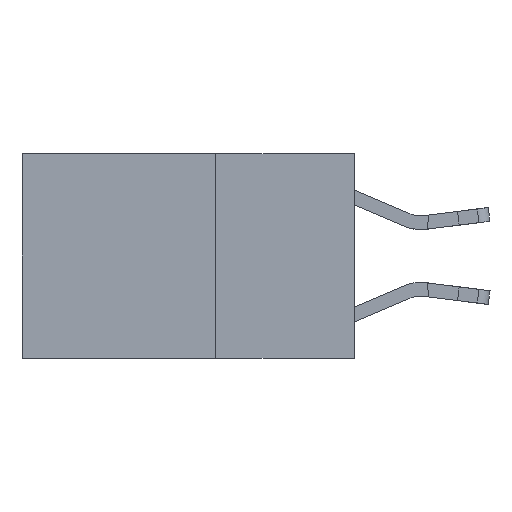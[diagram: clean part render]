
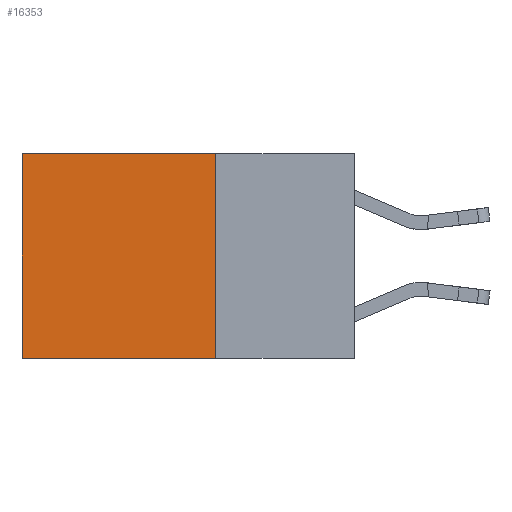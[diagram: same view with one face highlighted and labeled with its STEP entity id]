
A CAD part, left-side view. The second image highlights one B-rep face of the part: STEP entity #16353.
In plain terms, the highlighted planar face has unit normal (-1, 0, 0).
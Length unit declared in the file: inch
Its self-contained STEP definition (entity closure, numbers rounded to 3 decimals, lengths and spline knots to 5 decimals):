
#1208 = VECTOR ( 'NONE', #8581, 39.37008 ) ;
#1583 = EDGE_CURVE ( 'NONE', #18221, #2116, #14626, .T. ) ;
#1614 = CARTESIAN_POINT ( 'NONE',  ( 0.2625, 0.25, -0.37 ) ) ;
#1996 = EDGE_CURVE ( 'NONE', #13741, #18221, #10676, .T. ) ;
#2116 = VERTEX_POINT ( 'NONE', #4199 ) ;
#2788 = EDGE_CURVE ( 'NONE', #7838, #2116, #5526, .T. ) ;
#3804 = DIRECTION ( 'NONE',  ( 0., 0., -1. ) ) ;
#3867 = CARTESIAN_POINT ( 'NONE',  ( 0.2625, 0.25, 0. ) ) ;
#3925 = EDGE_LOOP ( 'NONE', ( #13216, #6247, #4775, #11731 ) ) ;
#4199 = CARTESIAN_POINT ( 'NONE',  ( 0.2625, 0.6, -0.37 ) ) ;
#4551 = CARTESIAN_POINT ( 'NONE',  ( 0.2625, 0.25, 0. ) ) ;
#4661 = LINE ( 'NONE', #18925, #1208 ) ;
#4763 = DIRECTION ( 'NONE',  ( 1., 0., 0. ) ) ;
#4775 = ORIENTED_EDGE ( 'NONE', *, *, #1996, .F. ) ;
#5071 = VECTOR ( 'NONE', #7566, 39.37008 ) ;
#5526 = LINE ( 'NONE', #6069, #5071 ) ;
#5835 = AXIS2_PLACEMENT_3D ( 'NONE', #13644, #4763, #15132 ) ;
#6069 = CARTESIAN_POINT ( 'NONE',  ( 0.2625, 0.6, 0. ) ) ;
#6247 = ORIENTED_EDGE ( 'NONE', *, *, #1583, .F. ) ;
#7566 = DIRECTION ( 'NONE',  ( 0., 0., -1. ) ) ;
#7838 = VERTEX_POINT ( 'NONE', #18772 ) ;
#8581 = DIRECTION ( 'NONE',  ( 0., 1., 0. ) ) ;
#9171 = PLANE ( 'NONE',  #5835 ) ;
#9173 = FACE_OUTER_BOUND ( 'NONE', #3925, .T. ) ;
#10676 = LINE ( 'NONE', #3867, #15081 ) ;
#11731 = ORIENTED_EDGE ( 'NONE', *, *, #18961, .T. ) ;
#12890 = CARTESIAN_POINT ( 'NONE',  ( 0.2625, 0.25, -0.37 ) ) ;
#13216 = ORIENTED_EDGE ( 'NONE', *, *, #2788, .T. ) ;
#13429 = DIRECTION ( 'NONE',  ( 0., 1., 0. ) ) ;
#13644 = CARTESIAN_POINT ( 'NONE',  ( 0.2625, 0.25, 0. ) ) ;
#13741 = VERTEX_POINT ( 'NONE', #4551 ) ;
#14148 = VECTOR ( 'NONE', #13429, 39.37008 ) ;
#14626 = LINE ( 'NONE', #1614, #14148 ) ;
#15081 = VECTOR ( 'NONE', #3804, 39.37008 ) ;
#15132 = DIRECTION ( 'NONE',  ( 0., 0., -1. ) ) ;
#16353 = ADVANCED_FACE ( 'NONE', ( #9173 ), #9171, .F. ) ;
#18221 = VERTEX_POINT ( 'NONE', #12890 ) ;
#18772 = CARTESIAN_POINT ( 'NONE',  ( 0.2625, 0.6, 0. ) ) ;
#18925 = CARTESIAN_POINT ( 'NONE',  ( 0.2625, 0.25, 0. ) ) ;
#18961 = EDGE_CURVE ( 'NONE', #13741, #7838, #4661, .T. ) ;
